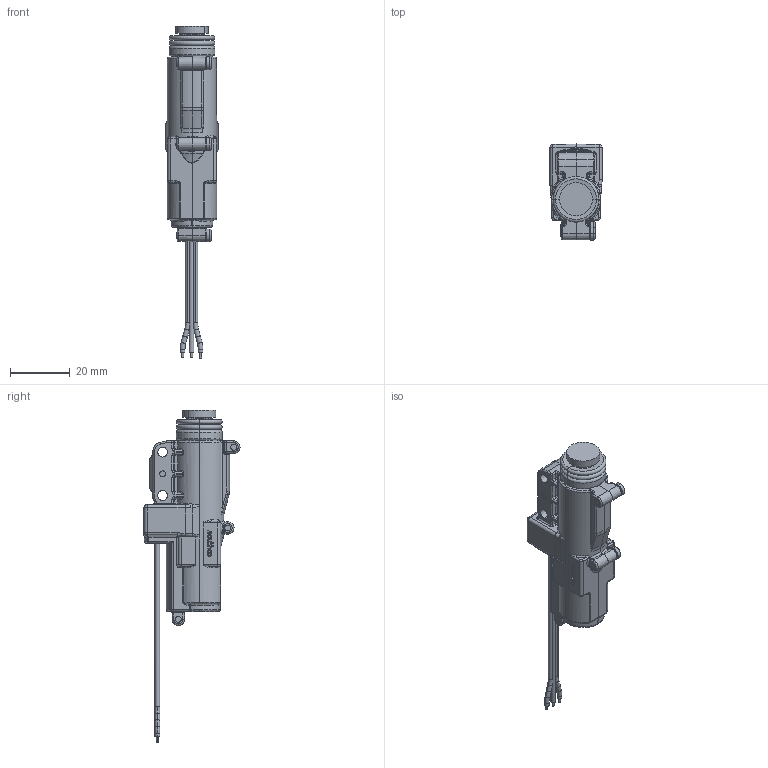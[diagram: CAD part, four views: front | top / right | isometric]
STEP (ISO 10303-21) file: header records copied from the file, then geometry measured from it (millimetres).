
FILE_DESCRIPTION (( 'STEP AP214' ), '1' );
FILE_NAME ('Southco-AC-EM-100-5021-1.STEP', '2023-06-12T06:30:10', ( '' ), ( '' ), 'SwSTEP 2.0', 'SolidWorks 2022', '' );
FILE_SCHEMA (( 'AUTOMOTIVE_DESIGN' ));
Length unit declared in the file: millimetre
Products named in the file (7): AC-EM-100-5021-1.sldasm-Part-2; AC-EM-100-5021-1.sldasm-Part-1; AC-EM-100-5021-1.sldasm-Part-6; AC-EM-100-5021-1.sldasm-Part-3; Southco-AC-EM-100-5021-1; AC-EM-100-5021-1.sldasm-Part-4; AC-EM-100-5021-1.sldasm-Part-5
Assembly tree (9 placements, depth 2):
  Southco-AC-EM-100-5021-1
    AC-EM-100-5021-1.sldasm-Part-1
    AC-EM-100-5021-1.sldasm-Part-2
    AC-EM-100-5021-1.sldasm-Part-3
    AC-EM-100-5021-1.sldasm-Part-4  x4
    AC-EM-100-5021-1.sldasm-Part-5
    AC-EM-100-5021-1.sldasm-Part-6
Bounding box: 17.4 x 32.13 x 110.97 mm (x, y, z)
Volume: 19878.2 mm3; surface area: 11388.1 mm2
Topology: 9 solids, 9 shells, 1122 faces, 2698 edges, 1588 vertices
Faces by surface type: cylinder 351, plane 252, bspline 226, torus 153, sphere 76, cone 64
Entity records: 34484 total; most frequent: CARTESIAN_POINT 13447, ORIENTED_EDGE 4518, DIRECTION 3934, EDGE_CURVE 2259, AXIS2_PLACEMENT_3D 1585, VERTEX_POINT 1354, EDGE_LOOP 1005, ADVANCED_FACE 948
